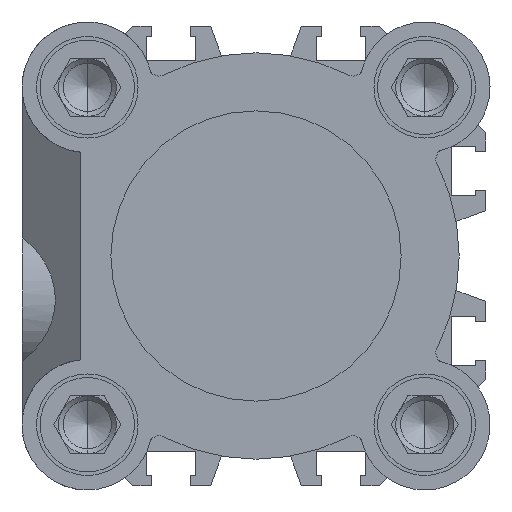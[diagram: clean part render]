
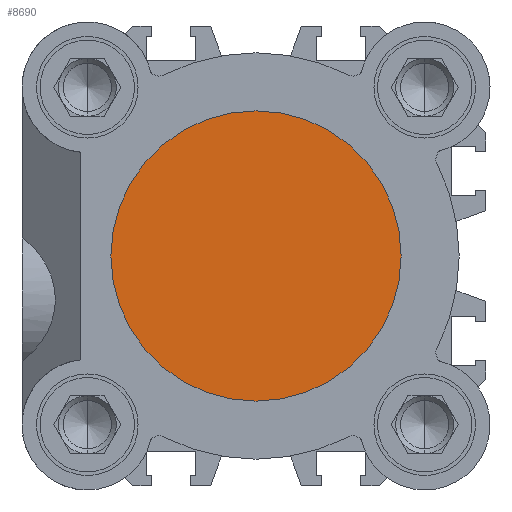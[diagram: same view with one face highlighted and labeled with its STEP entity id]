
A CAD part, left-side view. The second image highlights one B-rep face of the part: STEP entity #8690.
In plain terms, the highlighted face is planar.
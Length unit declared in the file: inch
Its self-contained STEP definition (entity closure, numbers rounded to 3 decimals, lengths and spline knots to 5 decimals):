
#949 = ORIENTED_EDGE ( 'NONE', *, *, #6913, .F. ) ;
#1211 = AXIS2_PLACEMENT_3D ( 'NONE', #6481, #6521, #6436 ) ;
#1294 = PLANE ( 'NONE',  #5536 ) ;
#1830 = CARTESIAN_POINT ( 'NONE',  ( 0.15748, 0., 0. ) ) ;
#1956 = EDGE_CURVE ( 'NONE', #10440, #11153, #3375, .T. ) ;
#2275 = CARTESIAN_POINT ( 'NONE',  ( 0.15748, 0.7874, 0. ) ) ;
#2761 = FACE_OUTER_BOUND ( 'NONE', #3248, .T. ) ;
#2827 = DIRECTION ( 'NONE',  ( 0., 0., 1. ) ) ;
#3248 = EDGE_LOOP ( 'NONE', ( #7940, #949 ) ) ;
#3291 = DIRECTION ( 'NONE',  ( -1., 0., 0. ) ) ;
#3375 = CIRCLE ( 'NONE', #1211, 0.7874 ) ;
#5536 = AXIS2_PLACEMENT_3D ( 'NONE', #2275, #3291, #10222 ) ;
#6393 = AXIS2_PLACEMENT_3D ( 'NONE', #1830, #8747, #2827 ) ;
#6436 = DIRECTION ( 'NONE',  ( 0., 0., 1. ) ) ;
#6481 = CARTESIAN_POINT ( 'NONE',  ( 0.15748, 0., 0. ) ) ;
#6521 = DIRECTION ( 'NONE',  ( -1., 0., 0. ) ) ;
#6626 = CARTESIAN_POINT ( 'NONE',  ( 0.15748, 0., -0.7874 ) ) ;
#6913 = EDGE_CURVE ( 'NONE', #11153, #10440, #11707, .T. ) ;
#7940 = ORIENTED_EDGE ( 'NONE', *, *, #1956, .F. ) ;
#8690 = ADVANCED_FACE ( 'NONE', ( #2761 ), #1294, .F. ) ;
#8747 = DIRECTION ( 'NONE',  ( -1., 0., 0. ) ) ;
#10222 = DIRECTION ( 'NONE',  ( 0., 0., 1. ) ) ;
#10272 = CARTESIAN_POINT ( 'NONE',  ( 0.15748, 0., 0.7874 ) ) ;
#10440 = VERTEX_POINT ( 'NONE', #10272 ) ;
#11153 = VERTEX_POINT ( 'NONE', #6626 ) ;
#11707 = CIRCLE ( 'NONE', #6393, 0.7874 ) ;
